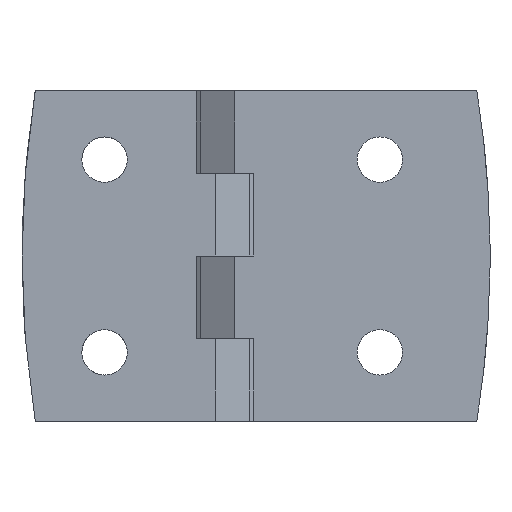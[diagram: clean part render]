
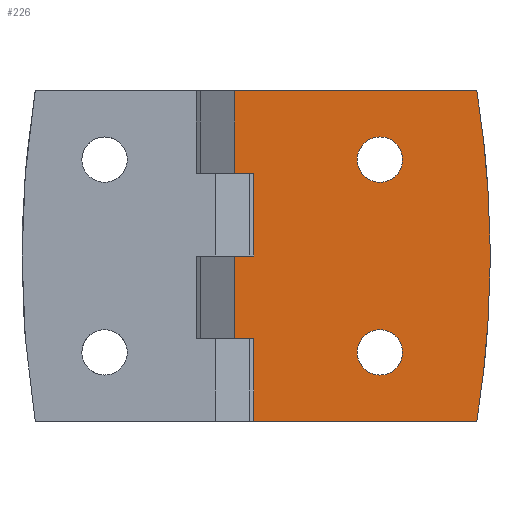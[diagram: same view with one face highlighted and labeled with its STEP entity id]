
A CAD part, front view. The second image highlights one B-rep face of the part: STEP entity #226.
In plain terms, the highlighted planar face has unit normal (0, -1, 0).
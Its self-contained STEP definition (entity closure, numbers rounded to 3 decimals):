
#226 = ADVANCED_FACE( '', ( #435, #436, #437 ), #438, .F. );
#435 = FACE_BOUND( '', #625, .T. );
#436 = FACE_BOUND( '', #626, .T. );
#437 = FACE_OUTER_BOUND( '', #627, .T. );
#438 = PLANE( '', #628 );
#625 = EDGE_LOOP( '', ( #1019 ) );
#626 = EDGE_LOOP( '', ( #1020 ) );
#627 = EDGE_LOOP( '', ( #1021, #1022, #1023, #1024, #1025, #1026, #1027, #1028, #1029, #1030, #1031, #1032 ) );
#628 = AXIS2_PLACEMENT_3D( '', #1033, #1034, #1035 );
#1019 = ORIENTED_EDGE( '', *, *, #1166, .T. );
#1020 = ORIENTED_EDGE( '', *, *, #1099, .T. );
#1021 = ORIENTED_EDGE( '', *, *, #1181, .T. );
#1022 = ORIENTED_EDGE( '', *, *, #1189, .T. );
#1023 = ORIENTED_EDGE( '', *, *, #1211, .T. );
#1024 = ORIENTED_EDGE( '', *, *, #1161, .T. );
#1025 = ORIENTED_EDGE( '', *, *, #1125, .F. );
#1026 = ORIENTED_EDGE( '', *, *, #1202, .T. );
#1027 = ORIENTED_EDGE( '', *, *, #1134, .F. );
#1028 = ORIENTED_EDGE( '', *, *, #1155, .T. );
#1029 = ORIENTED_EDGE( '', *, *, #1209, .T. );
#1030 = ORIENTED_EDGE( '', *, *, #1062, .F. );
#1031 = ORIENTED_EDGE( '', *, *, #1215, .F. );
#1032 = ORIENTED_EDGE( '', *, *, #1122, .T. );
#1033 = CARTESIAN_POINT( '', ( 1.4, -9., 24. ) );
#1034 = DIRECTION( '', ( 0., 1., 0. ) );
#1035 = DIRECTION( '', ( 0., 0., 1. ) );
#1062 = EDGE_CURVE( '', #1223, #1224, #1225, .T. );
#1099 = EDGE_CURVE( '', #1288, #1288, #1289, .T. );
#1122 = EDGE_CURVE( '', #1327, #1325, #1328, .T. );
#1125 = EDGE_CURVE( '', #1331, #1332, #1333, .T. );
#1134 = EDGE_CURVE( '', #1347, #1341, #1349, .T. );
#1155 = EDGE_CURVE( '', #1347, #1375, #1377, .T. );
#1161 = EDGE_CURVE( '', #1385, #1332, #1386, .F. );
#1166 = EDGE_CURVE( '', #1393, #1393, #1394, .T. );
#1181 = EDGE_CURVE( '', #1325, #1415, #1417, .T. );
#1189 = EDGE_CURVE( '', #1415, #1425, #1427, .T. );
#1202 = EDGE_CURVE( '', #1331, #1341, #1444, .F. );
#1209 = EDGE_CURVE( '', #1375, #1224, #1452, .T. );
#1211 = EDGE_CURVE( '', #1425, #1385, #1454, .T. );
#1215 = EDGE_CURVE( '', #1327, #1223, #1458, .T. );
#1223 = VERTEX_POINT( '', #1466 );
#1224 = VERTEX_POINT( '', #1467 );
#1225 = LINE( '', #1468, #1469 );
#1288 = VERTEX_POINT( '', #1633 );
#1289 = CIRCLE( '', #1634, 3.3 );
#1325 = VERTEX_POINT( '', #1852 );
#1327 = VERTEX_POINT( '', #1855 );
#1328 = LINE( '', #1856, #1857 );
#1331 = VERTEX_POINT( '', #1861 );
#1332 = VERTEX_POINT( '', #1862 );
#1333 = LINE( '', #1863, #1864 );
#1341 = VERTEX_POINT( '', #1875 );
#1347 = VERTEX_POINT( '', #1882 );
#1349 = LINE( '', #1885, #1886 );
#1375 = VERTEX_POINT( '', #1917 );
#1377 = LINE( '', #1920, #1921 );
#1385 = VERTEX_POINT( '', #1930 );
#1386 = CIRCLE( '', #1931, 150.585 );
#1393 = VERTEX_POINT( '', #1942 );
#1394 = CIRCLE( '', #1943, 3.3 );
#1415 = VERTEX_POINT( '', #1969 );
#1417 = LINE( '', #1972, #1973 );
#1425 = VERTEX_POINT( '', #1983 );
#1427 = LINE( '', #1986, #1987 );
#1444 = CIRCLE( '', #2009, 150.585 );
#1452 = LINE( '', #2102, #2103 );
#1454 = LINE( '', #2105, #2106 );
#1458 = LINE( '', #2110, #2111 );
#1466 = CARTESIAN_POINT( '', ( 4.2, -9., 0. ) );
#1467 = CARTESIAN_POINT( '', ( 4.2, -9., 12. ) );
#1468 = CARTESIAN_POINT( '', ( 4.2, -9., 24. ) );
#1469 = VECTOR( '', #2118, 1000. );
#1633 = CARTESIAN_POINT( '', ( 22.5, -9., 17.3 ) );
#1634 = AXIS2_PLACEMENT_3D( '', #2168, #2169, #2170 );
#1852 = CARTESIAN_POINT( '', ( 1.4, -9., -12. ) );
#1855 = CARTESIAN_POINT( '', ( 1.4, -9., 0. ) );
#1856 = CARTESIAN_POINT( '', ( 1.4, -9., 24. ) );
#1857 = VECTOR( '', #2201, 1000. );
#1861 = CARTESIAN_POINT( '', ( 38.49, -9., 1.735 ) );
#1862 = CARTESIAN_POINT( '', ( 38.49, -9., -1.735 ) );
#1863 = CARTESIAN_POINT( '', ( 38.49, -9., 24. ) );
#1864 = VECTOR( '', #2203, 1000. );
#1875 = CARTESIAN_POINT( '', ( 36.575, -9., 24. ) );
#1882 = CARTESIAN_POINT( '', ( 1.4, -9., 24. ) );
#1885 = CARTESIAN_POINT( '', ( 1.4, -9., 24. ) );
#1886 = VECTOR( '', #2215, 1000. );
#1917 = CARTESIAN_POINT( '', ( 1.4, -9., 12. ) );
#1920 = CARTESIAN_POINT( '', ( 1.4, -9., 24. ) );
#1921 = VECTOR( '', #2243, 1000. );
#1930 = CARTESIAN_POINT( '', ( 36.575, -9., -24. ) );
#1931 = AXIS2_PLACEMENT_3D( '', #2251, #2252, #2253 );
#1942 = CARTESIAN_POINT( '', ( 22.5, -9., -10.7 ) );
#1943 = AXIS2_PLACEMENT_3D( '', #2258, #2259, #2260 );
#1969 = CARTESIAN_POINT( '', ( 4.2, -9., -12. ) );
#1972 = CARTESIAN_POINT( '', ( 1.4, -9., -12. ) );
#1973 = VECTOR( '', #2279, 1000. );
#1983 = CARTESIAN_POINT( '', ( 4.2, -9., -24. ) );
#1986 = CARTESIAN_POINT( '', ( 4.2, -9., 24. ) );
#1987 = VECTOR( '', #2286, 1000. );
#2009 = AXIS2_PLACEMENT_3D( '', #2301, #2302, #2303 );
#2102 = CARTESIAN_POINT( '', ( 1.4, -9., 12. ) );
#2103 = VECTOR( '', #2308, 1000. );
#2105 = CARTESIAN_POINT( '', ( 1.4, -9., -24. ) );
#2106 = VECTOR( '', #2309, 1000. );
#2110 = CARTESIAN_POINT( '', ( 1.4, -9., 0. ) );
#2111 = VECTOR( '', #2313, 1000. );
#2118 = DIRECTION( '', ( 0., 0., 1. ) );
#2168 = CARTESIAN_POINT( '', ( 22.5, -9., 14. ) );
#2169 = DIRECTION( '', ( 0., 1., 0. ) );
#2170 = DIRECTION( '', ( 0., 0., 1. ) );
#2201 = DIRECTION( '', ( 0., 0., -1. ) );
#2203 = DIRECTION( '', ( 0., 0., -1. ) );
#2215 = DIRECTION( '', ( 1., 0., 0. ) );
#2243 = DIRECTION( '', ( 0., 0., -1. ) );
#2251 = CARTESIAN_POINT( '', ( -112.085, -9., 0. ) );
#2252 = DIRECTION( '', ( 0., 1., 0. ) );
#2253 = DIRECTION( '', ( 0., 0., 1. ) );
#2258 = CARTESIAN_POINT( '', ( 22.5, -9., -14. ) );
#2259 = DIRECTION( '', ( 0., 1., 0. ) );
#2260 = DIRECTION( '', ( 0., 0., 1. ) );
#2279 = DIRECTION( '', ( 1., 0., 0. ) );
#2286 = DIRECTION( '', ( 0., 0., -1. ) );
#2301 = CARTESIAN_POINT( '', ( -112.085, -9., 0. ) );
#2302 = DIRECTION( '', ( 0., 1., 0. ) );
#2303 = DIRECTION( '', ( 0., 0., 1. ) );
#2308 = DIRECTION( '', ( 1., 0., 0. ) );
#2309 = DIRECTION( '', ( 1., 0., 0. ) );
#2313 = DIRECTION( '', ( 1., 0., 0. ) );
